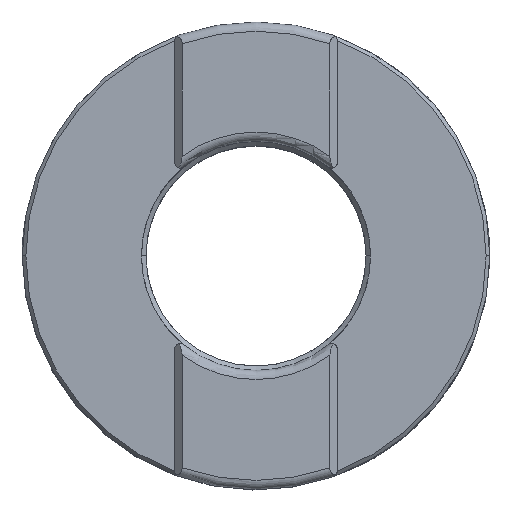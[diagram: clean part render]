
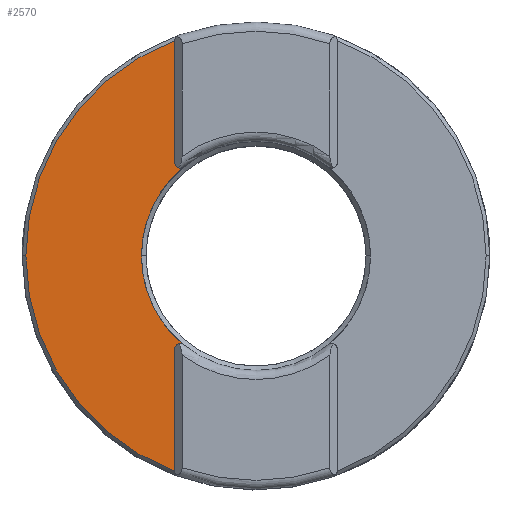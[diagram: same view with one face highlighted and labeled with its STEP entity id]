
A CAD part, top view. The second image highlights one B-rep face of the part: STEP entity #2570.
In plain terms, the highlighted planar face has unit normal (0, 0, 1).
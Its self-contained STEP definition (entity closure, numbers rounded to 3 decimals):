
#6 = DIRECTION ( 'NONE',  ( 0., 0., -1. ) ) ;
#56 = EDGE_CURVE ( 'NONE', #3064, #3347, #97, .T. ) ;
#64 = AXIS2_PLACEMENT_3D ( 'NONE', #433, #2082, #164 ) ;
#91 = EDGE_CURVE ( 'NONE', #1547, #1642, #307, .T. ) ;
#97 = CIRCLE ( 'NONE', #989, 0.3 ) ;
#164 = DIRECTION ( 'NONE',  ( 1., 0., 0. ) ) ;
#181 = DIRECTION ( 'NONE',  ( 0., 1., 0. ) ) ;
#191 = CIRCLE ( 'NONE', #1107, 6.25 ) ;
#307 = CIRCLE ( 'NONE', #2862, 12.55 ) ;
#361 = CARTESIAN_POINT ( 'NONE',  ( 0., 0., 10.2 ) ) ;
#370 = CARTESIAN_POINT ( 'NONE',  ( -3.941, 4.851, 10.2 ) ) ;
#433 = CARTESIAN_POINT ( 'NONE',  ( 0., 0., 10.2 ) ) ;
#478 = EDGE_CURVE ( 'NONE', #3429, #1547, #3277, .T. ) ;
#493 = EDGE_CURVE ( 'NONE', #3429, #3064, #494, .T. ) ;
#494 = LINE ( 'NONE', #1539, #1318 ) ;
#613 = CARTESIAN_POINT ( 'NONE',  ( -4.43, 11.956, 10.2 ) ) ;
#620 = EDGE_CURVE ( 'NONE', #3189, #3053, #191, .T. ) ;
#788 = ORIENTED_EDGE ( 'NONE', *, *, #91, .F. ) ;
#904 = VERTEX_POINT ( 'NONE', #2218 ) ;
#916 = CARTESIAN_POINT ( 'NONE',  ( 0., 0., 10.2 ) ) ;
#989 = AXIS2_PLACEMENT_3D ( 'NONE', #3241, #2715, #3225 ) ;
#1006 = DIRECTION ( 'NONE',  ( 0., 0., -1. ) ) ;
#1086 = DIRECTION ( 'NONE',  ( 1., 0., 0. ) ) ;
#1107 = AXIS2_PLACEMENT_3D ( 'NONE', #361, #3329, #1470 ) ;
#1318 = VECTOR ( 'NONE', #181, 1000. ) ;
#1349 = ORIENTED_EDGE ( 'NONE', *, *, #478, .F. ) ;
#1353 = DIRECTION ( 'NONE',  ( 0., 0., -1. ) ) ;
#1380 = ORIENTED_EDGE ( 'NONE', *, *, #3077, .T. ) ;
#1381 = EDGE_LOOP ( 'NONE', ( #1900, #2773, #1380, #3223, #2255, #1398, #788, #1349 ) ) ;
#1398 = ORIENTED_EDGE ( 'NONE', *, *, #2996, .T. ) ;
#1470 = DIRECTION ( 'NONE',  ( 1., 0., 0. ) ) ;
#1539 = CARTESIAN_POINT ( 'NONE',  ( -4.43, 11.956, 10.2 ) ) ;
#1547 = VERTEX_POINT ( 'NONE', #3199 ) ;
#1567 = CARTESIAN_POINT ( 'NONE',  ( -6.25, 0., 10.2 ) ) ;
#1588 = CARTESIAN_POINT ( 'NONE',  ( 0., 0., 10.2 ) ) ;
#1642 = VERTEX_POINT ( 'NONE', #3075 ) ;
#1713 = DIRECTION ( 'NONE',  ( 0., 1., 0. ) ) ;
#1752 = FACE_OUTER_BOUND ( 'NONE', #1381, .T. ) ;
#1768 = CARTESIAN_POINT ( 'NONE',  ( -4.43, -5.084, 10.2 ) ) ;
#1856 = AXIS2_PLACEMENT_3D ( 'NONE', #2955, #1353, #2077 ) ;
#1900 = ORIENTED_EDGE ( 'NONE', *, *, #493, .T. ) ;
#2012 = CIRCLE ( 'NONE', #3396, 6.25 ) ;
#2054 = CARTESIAN_POINT ( 'NONE',  ( -4.43, -11.742, 10.2 ) ) ;
#2077 = DIRECTION ( 'NONE',  ( 1., 0., 0. ) ) ;
#2082 = DIRECTION ( 'NONE',  ( 0., 0., -1. ) ) ;
#2115 = CARTESIAN_POINT ( 'NONE',  ( 0., 0., 10.2 ) ) ;
#2129 = VECTOR ( 'NONE', #1713, 1000. ) ;
#2218 = CARTESIAN_POINT ( 'NONE',  ( -4.43, 5.084, 10.2 ) ) ;
#2255 = ORIENTED_EDGE ( 'NONE', *, *, #2357, .T. ) ;
#2313 = PLANE ( 'NONE',  #2819 ) ;
#2357 = EDGE_CURVE ( 'NONE', #3053, #904, #3091, .T. ) ;
#2514 = CARTESIAN_POINT ( 'NONE',  ( -3.941, -4.851, 10.2 ) ) ;
#2570 = ADVANCED_FACE ( 'NONE', ( #1752 ), #2313, .T. ) ;
#2715 = DIRECTION ( 'NONE',  ( 0., 0., -1. ) ) ;
#2773 = ORIENTED_EDGE ( 'NONE', *, *, #56, .T. ) ;
#2819 = AXIS2_PLACEMENT_3D ( 'NONE', #916, #3098, #2872 ) ;
#2862 = AXIS2_PLACEMENT_3D ( 'NONE', #2115, #6, #3187 ) ;
#2872 = DIRECTION ( 'NONE',  ( 1., 0., 0. ) ) ;
#2955 = CARTESIAN_POINT ( 'NONE',  ( -4.13, 5.084, 10.2 ) ) ;
#2996 = EDGE_CURVE ( 'NONE', #904, #1642, #3063, .T. ) ;
#3053 = VERTEX_POINT ( 'NONE', #370 ) ;
#3063 = LINE ( 'NONE', #613, #2129 ) ;
#3064 = VERTEX_POINT ( 'NONE', #1768 ) ;
#3075 = CARTESIAN_POINT ( 'NONE',  ( -4.43, 11.742, 10.2 ) ) ;
#3077 = EDGE_CURVE ( 'NONE', #3347, #3189, #2012, .T. ) ;
#3091 = CIRCLE ( 'NONE', #1856, 0.3 ) ;
#3098 = DIRECTION ( 'NONE',  ( 0., 0., 1. ) ) ;
#3187 = DIRECTION ( 'NONE',  ( 1., 0., 0. ) ) ;
#3189 = VERTEX_POINT ( 'NONE', #1567 ) ;
#3199 = CARTESIAN_POINT ( 'NONE',  ( -12.55, 0., 10.2 ) ) ;
#3223 = ORIENTED_EDGE ( 'NONE', *, *, #620, .T. ) ;
#3225 = DIRECTION ( 'NONE',  ( 1., 0., 0. ) ) ;
#3241 = CARTESIAN_POINT ( 'NONE',  ( -4.13, -5.084, 10.2 ) ) ;
#3277 = CIRCLE ( 'NONE', #64, 12.55 ) ;
#3329 = DIRECTION ( 'NONE',  ( 0., 0., -1. ) ) ;
#3347 = VERTEX_POINT ( 'NONE', #2514 ) ;
#3396 = AXIS2_PLACEMENT_3D ( 'NONE', #1588, #1006, #1086 ) ;
#3429 = VERTEX_POINT ( 'NONE', #2054 ) ;
